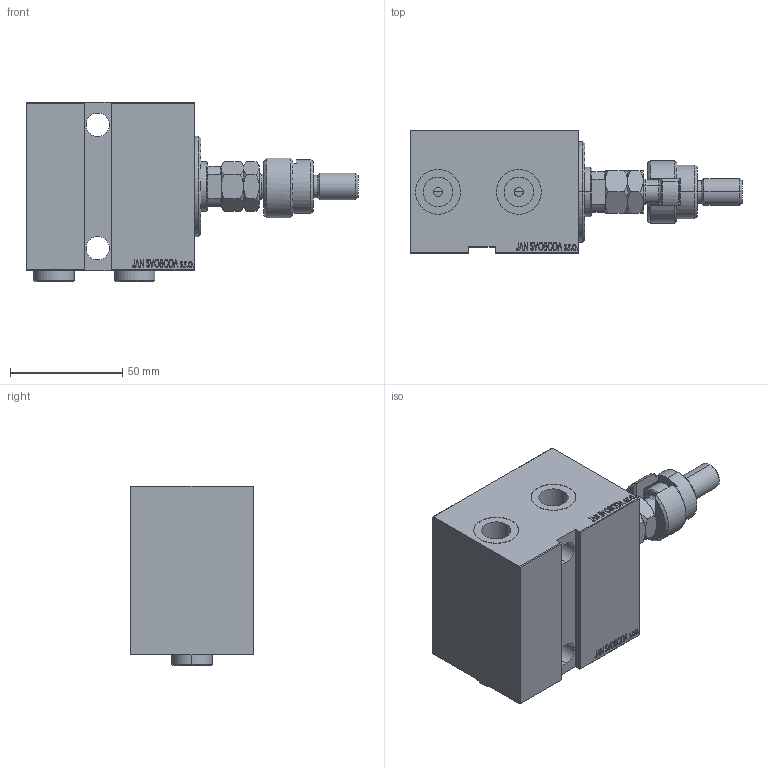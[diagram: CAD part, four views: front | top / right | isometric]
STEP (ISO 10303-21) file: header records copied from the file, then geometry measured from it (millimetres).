
FILE_DESCRIPTION (( 'STEP AP203' ), '1' );
FILE_NAME ('c52d.STEP', '2024-02-13T03:37:39', ( '' ), ( '' ), 'SwSTEP 2.0', 'SolidWorks 2019', '' );
FILE_SCHEMA (( 'CONFIG_CONTROL_DESIGN' ));
Length unit declared in the file: millimetre
Products named in the file (8): V450CM_E_VCP 20926cd43d3401b9a6a81b337fe2c8c9; MFA 20926cd43d3401b9a6a81b337fe2c8c9; DFA 20926cd43d3401b9a6a81b337fe2c8c9; V450CM_VC_B 20926cd43d3401b9a6a81b337fe2c8c9; c52d; Zatka_OIL_PORT 20926cd43d3401b9a6a81b337fe2c8c9; FEMALE_PART_FOR_DFA 20926cd43d3401b9a6a81b337fe2c8c9; V450CM_E_Body 20926cd43d3401b9a6a81b337fe2c8c9
Assembly tree (8 placements, depth 3):
  c52d
    V450CM_E_Body 20926cd43d3401b9a6a81b337fe2c8c9
    V450CM_E_VCP 20926cd43d3401b9a6a81b337fe2c8c9
    V450CM_VC_B 20926cd43d3401b9a6a81b337fe2c8c9
    DFA 20926cd43d3401b9a6a81b337fe2c8c9
      FEMALE_PART_FOR_DFA 20926cd43d3401b9a6a81b337fe2c8c9
      MFA 20926cd43d3401b9a6a81b337fe2c8c9
    Zatka_OIL_PORT 20926cd43d3401b9a6a81b337fe2c8c9  x2
Bounding box: 148 x 55 x 79.9 mm (x, y, z)
Volume: 302641.8 mm3; surface area: 63109.6 mm2
Topology: 7 solids, 7 shells, 984 faces, 2472 edges, 1617 vertices
Faces by surface type: plane 471, bspline 380, cylinder 71, cone 58, torus 4
Entity records: 46790 total; most frequent: CARTESIAN_POINT 25306, ORIENTED_EDGE 4860, DIRECTION 2994, EDGE_CURVE 2430, VERTEX_POINT 1593, LINE 1408, VECTOR 1408, EDGE_LOOP 1091
